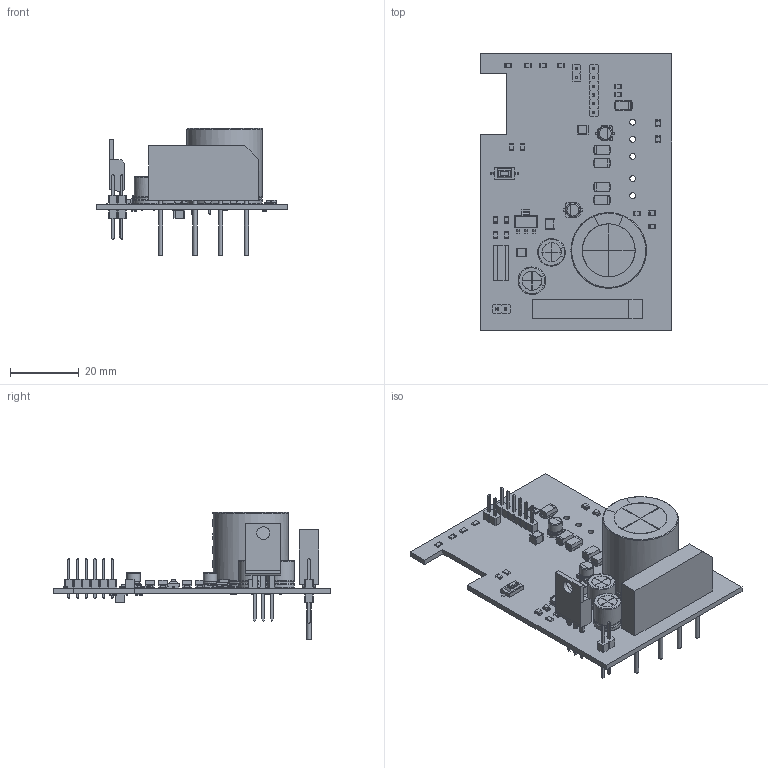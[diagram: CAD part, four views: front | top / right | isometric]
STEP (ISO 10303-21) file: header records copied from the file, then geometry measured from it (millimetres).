
FILE_DESCRIPTION(('KiCad electronic assembly'),'2;1');
FILE_NAME('IotHenHouse.step','2021-03-29T14:29:53',('An Author'),( 'A Company'),'Open CASCADE STEP processor 6.9', 'KiCad to STEP converter','Unknown');
FILE_SCHEMA(('AUTOMOTIVE_DESIGN { 1 0 10303 214 1 1 1 1 }'));
Length unit declared in the file: millimetre
Products named in the file (28): Open CASCADE STEP translator 6.9 1; PinHeader_1x02_P2.54mm_Vertical; SOLID; R_0805_2012Metric; LED_0805_2012Metric; SW_SPST_CK_RS282G05A3; CP_Radial_D8.0mm_P3.50mm; TO-220-3_Vertical; CP_Radial_D22.0mm_P10.00mm_SnapIn; Diode_Bridge_32.0x5.6x17.0mm_P10.0mm_P7.5mm; SOT-223; PinHeader_1x06_P2.54mm_Vertical; D_SMA; C_1210_3225Metric; CP_Elec_4x4.5; COMPOUND
Assembly tree (56 placements, depth 3):
  Open CASCADE STEP translator 6.9 1
    PinHeader_1x02_P2.54mm_Vertical  x3
      SOLID
    R_0805_2012Metric  x14
      SOLID
    LED_0805_2012Metric  x6
      SOLID
    SW_SPST_CK_RS282G05A3
      SOLID
    CP_Radial_D8.0mm_P3.50mm  x2
      SOLID
    TO-220-3_Vertical
      SOLID
    CP_Radial_D22.0mm_P10.00mm_SnapIn
      SOLID
    Diode_Bridge_32.0x5.6x17.0mm_P10.0mm_P7.5mm
      SOLID
    SOT-223
      SOLID
    PinHeader_1x06_P2.54mm_Vertical
      SOLID
    D_SMA  x5
      SOLID
    C_1210_3225Metric  x4
      SOLID
    CP_Elec_4x4.5  x2
      SOLID
    COMPOUND
Bounding box: 55.88 x 80.9 x 37 mm (x, y, z)
Volume: 20083.6 mm3; surface area: 16852 mm2
Topology: 43 solids, 46 shells, 1822 faces, 4673 edges, 3018 vertices
Faces by surface type: plane 1346, cylinder 353, bspline 91, revolution 18, torus 14
Full cylindrical faces by diameter (mm): 0.5 x4, 0.8 x4, 1 x12, 1.1 x3, 1.2 x4, 1.7 x7, 2 x2, 3.735 x1, 4 x4
Entity records: 60124 total; most frequent: CARTESIAN_POINT 13960, DIRECTION 7446, LINE 5112, VECTOR 5112, ORIENTED_EDGE 4006, PCURVE 4006, DEFINITIONAL_REPRESENTATION 4006, EDGE_CURVE 2003
